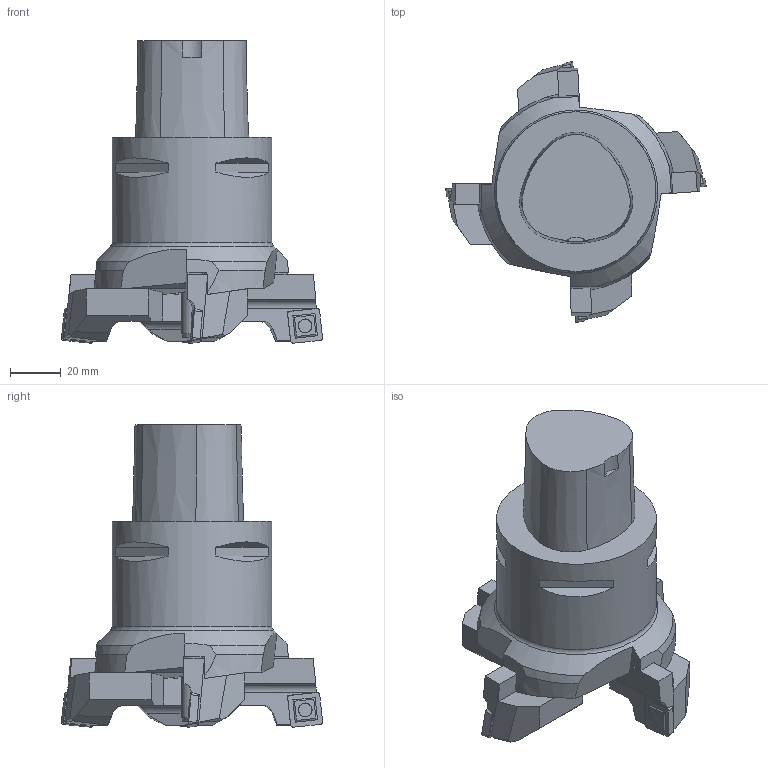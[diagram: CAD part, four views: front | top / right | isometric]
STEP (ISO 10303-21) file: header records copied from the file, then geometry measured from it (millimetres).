
FILE_DESCRIPTION(/* description */ (''),/* implementation_level */ '2;1');
FILE_NAME(/* name */ '1547116262005.stp',/* time_stamp */ '2019-01-10T11:31:19+01:00',/* author */ (''),/* organization */ ('SMS'),/* preprocessor_version */ 'ST-DEVELOPER v15',/* originating_system */ 'SIEMENS PLM Software NX 8.5',/* authorisation */ '');
FILE_SCHEMA (('AUTOMOTIVE_DESIGN { 1 0 10303 214 3 1 1 1 }'));
Length unit declared in the file: millimetre
Products named in the file (7): 201023938mod000_00; ASSEMBLY_CONSTRUCTION; 201012610mod000_00; 202012672mod000_00; 201023963mod000_01; 202017749mod000_00
Assembly tree (9 placements, depth 3):
  202017749mod000_00
    202012672mod000_00
    201023963mod000_01  x4
      201012610mod000_00
      ASSEMBLY_CONSTRUCTION
      201023938mod000_00
    ASSEMBLY_CONSTRUCTION
Bounding box: 102.91 x 102.96 x 119.21 mm (x, y, z)
Volume: 298325.3 mm3; surface area: 44641.8 mm2
Topology: 9 solids, 9 shells, 350 faces, 941 edges, 667 vertices
Faces by surface type: plane 241, cone 52, torus 33, cylinder 24
Full cylindrical faces by diameter (mm): 4 x8, 8.011 x1, 23 x1, 63 x1
Entity records: 4932 total; most frequent: CARTESIAN_POINT 944, DIRECTION 777, ORIENTED_EDGE 744, EDGE_CURVE 372, VERTEX_POINT 267, AXIS2_PLACEMENT_3D 267, LINE 243, VECTOR 243
